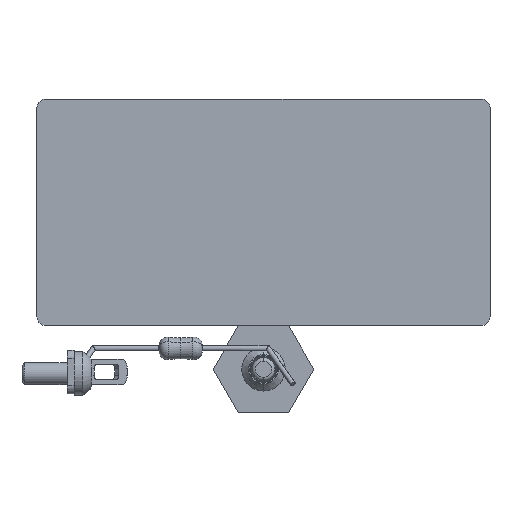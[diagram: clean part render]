
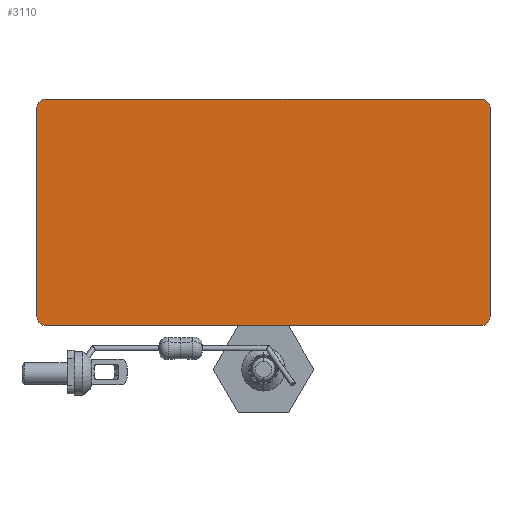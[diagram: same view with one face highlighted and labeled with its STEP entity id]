
A CAD part, front view. The second image highlights one B-rep face of the part: STEP entity #3110.
In plain terms, the highlighted planar face has unit normal (0, -1, 0).
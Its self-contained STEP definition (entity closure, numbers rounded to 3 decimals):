
#1 = DIRECTION ( 'NONE',  ( 0., 1., 0. ) ) ;
#91 = CARTESIAN_POINT ( 'NONE',  ( -25., 0., -13. ) ) ;
#150 = AXIS2_PLACEMENT_3D ( 'NONE', #4091, #4120, #4830 ) ;
#165 = CARTESIAN_POINT ( 'NONE',  ( 25., 0., 13. ) ) ;
#196 = CARTESIAN_POINT ( 'NONE',  ( -25., 0., 13. ) ) ;
#597 = CARTESIAN_POINT ( 'NONE',  ( 26., 0., 12. ) ) ;
#611 = DIRECTION ( 'NONE',  ( 0., -1., 0. ) ) ;
#651 = VERTEX_POINT ( 'NONE', #165 ) ;
#700 = DIRECTION ( 'NONE',  ( -1., 0., 0. ) ) ;
#833 = DIRECTION ( 'NONE',  ( 0., 1., 0. ) ) ;
#864 = ORIENTED_EDGE ( 'NONE', *, *, #4547, .F. ) ;
#1025 = EDGE_CURVE ( 'NONE', #4720, #1565, #1280, .T. ) ;
#1076 = DIRECTION ( 'NONE',  ( 1., 0., 0. ) ) ;
#1156 = CARTESIAN_POINT ( 'NONE',  ( 25., 0., 12. ) ) ;
#1186 = DIRECTION ( 'NONE',  ( 0., 1., 0. ) ) ;
#1280 = LINE ( 'NONE', #597, #4911 ) ;
#1285 = DIRECTION ( 'NONE',  ( 0., 0., -1. ) ) ;
#1410 = LINE ( 'NONE', #4898, #5037 ) ;
#1415 = CARTESIAN_POINT ( 'NONE',  ( -25., 0., 13. ) ) ;
#1454 = EDGE_LOOP ( 'NONE', ( #2079, #3634, #3802, #4451, #1701, #864, #4586, #2579 ) ) ;
#1456 = CARTESIAN_POINT ( 'NONE',  ( -25., 0., -13. ) ) ;
#1532 = EDGE_CURVE ( 'NONE', #2146, #4425, #2381, .T. ) ;
#1565 = VERTEX_POINT ( 'NONE', #2546 ) ;
#1578 = DIRECTION ( 'NONE',  ( 0., 0., -1. ) ) ;
#1686 = DIRECTION ( 'NONE',  ( 0., 0., -1. ) ) ;
#1701 = ORIENTED_EDGE ( 'NONE', *, *, #3604, .F. ) ;
#1824 = AXIS2_PLACEMENT_3D ( 'NONE', #3143, #833, #1285 ) ;
#1898 = DIRECTION ( 'NONE',  ( 0., 0., 1. ) ) ;
#2000 = VERTEX_POINT ( 'NONE', #196 ) ;
#2002 = CIRCLE ( 'NONE', #3970, 1. ) ;
#2079 = ORIENTED_EDGE ( 'NONE', *, *, #4009, .F. ) ;
#2146 = VERTEX_POINT ( 'NONE', #91 ) ;
#2381 = CIRCLE ( 'NONE', #150, 1. ) ;
#2410 = CARTESIAN_POINT ( 'NONE',  ( 25., 0., -13. ) ) ;
#2546 = CARTESIAN_POINT ( 'NONE',  ( 26., 0., -12. ) ) ;
#2579 = ORIENTED_EDGE ( 'NONE', *, *, #3871, .F. ) ;
#2670 = VERTEX_POINT ( 'NONE', #2410 ) ;
#2743 = CIRCLE ( 'NONE', #4299, 1. ) ;
#3110 = ADVANCED_FACE ( 'NONE', ( #3251 ), #4806, .T. ) ;
#3118 = EDGE_CURVE ( 'NONE', #2000, #651, #3425, .T. ) ;
#3143 = CARTESIAN_POINT ( 'NONE',  ( -25., 0., 12. ) ) ;
#3144 = CARTESIAN_POINT ( 'NONE',  ( 26., 0., 12. ) ) ;
#3251 = FACE_OUTER_BOUND ( 'NONE', #1454, .T. ) ;
#3425 = LINE ( 'NONE', #1415, #4696 ) ;
#3472 = AXIS2_PLACEMENT_3D ( 'NONE', #3782, #611, #3732 ) ;
#3595 = CARTESIAN_POINT ( 'NONE',  ( -26., 0., 12. ) ) ;
#3604 = EDGE_CURVE ( 'NONE', #3713, #2000, #4454, .T. ) ;
#3634 = ORIENTED_EDGE ( 'NONE', *, *, #1025, .F. ) ;
#3675 = DIRECTION ( 'NONE',  ( 0., 0., 1. ) ) ;
#3713 = VERTEX_POINT ( 'NONE', #3595 ) ;
#3732 = DIRECTION ( 'NONE',  ( 0., 0., -1. ) ) ;
#3782 = CARTESIAN_POINT ( 'NONE',  ( 25., 0., -12. ) ) ;
#3802 = ORIENTED_EDGE ( 'NONE', *, *, #4621, .F. ) ;
#3871 = EDGE_CURVE ( 'NONE', #2670, #2146, #4663, .T. ) ;
#3970 = AXIS2_PLACEMENT_3D ( 'NONE', #1156, #1186, #1898 ) ;
#4009 = EDGE_CURVE ( 'NONE', #1565, #2670, #2743, .T. ) ;
#4039 = CARTESIAN_POINT ( 'NONE',  ( -26., 0., -12. ) ) ;
#4091 = CARTESIAN_POINT ( 'NONE',  ( -25., 0., -12. ) ) ;
#4120 = DIRECTION ( 'NONE',  ( 0., 1., 0. ) ) ;
#4299 = AXIS2_PLACEMENT_3D ( 'NONE', #5068, #1, #1578 ) ;
#4425 = VERTEX_POINT ( 'NONE', #4039 ) ;
#4451 = ORIENTED_EDGE ( 'NONE', *, *, #3118, .F. ) ;
#4454 = CIRCLE ( 'NONE', #1824, 1. ) ;
#4547 = EDGE_CURVE ( 'NONE', #4425, #3713, #1410, .T. ) ;
#4586 = ORIENTED_EDGE ( 'NONE', *, *, #1532, .F. ) ;
#4621 = EDGE_CURVE ( 'NONE', #651, #4720, #2002, .T. ) ;
#4628 = VECTOR ( 'NONE', #700, 1000. ) ;
#4663 = LINE ( 'NONE', #1456, #4628 ) ;
#4696 = VECTOR ( 'NONE', #1076, 1000. ) ;
#4720 = VERTEX_POINT ( 'NONE', #3144 ) ;
#4806 = PLANE ( 'NONE',  #3472 ) ;
#4830 = DIRECTION ( 'NONE',  ( 0., 0., -1. ) ) ;
#4898 = CARTESIAN_POINT ( 'NONE',  ( -26., 0., 12. ) ) ;
#4911 = VECTOR ( 'NONE', #1686, 1000. ) ;
#5037 = VECTOR ( 'NONE', #3675, 1000. ) ;
#5068 = CARTESIAN_POINT ( 'NONE',  ( 25., 0., -12. ) ) ;
